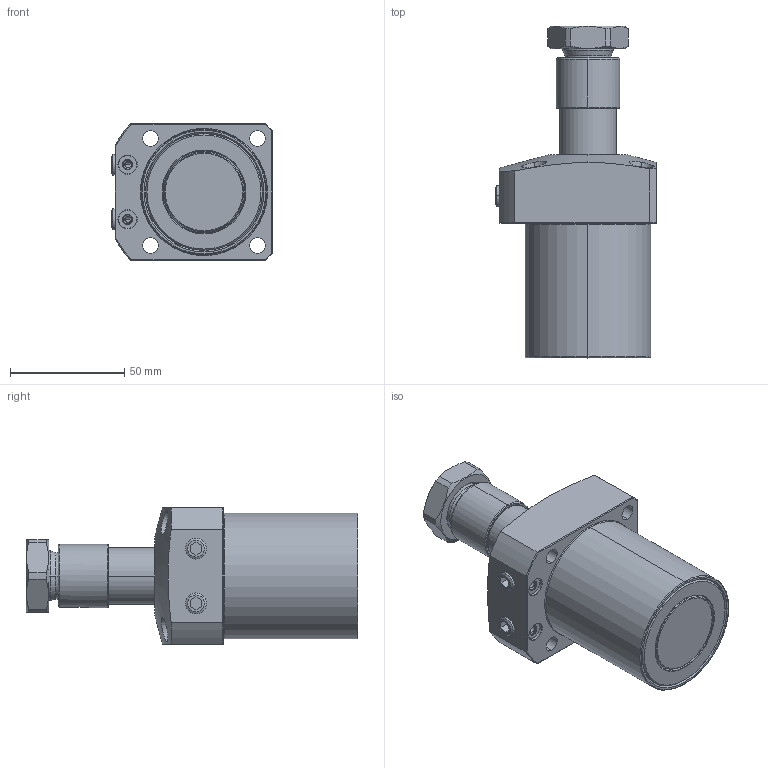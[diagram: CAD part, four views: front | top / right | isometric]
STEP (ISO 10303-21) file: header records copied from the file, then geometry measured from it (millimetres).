
FILE_DESCRIPTION (( 'STEP AP203' ), '1' );
FILE_NAME ('LHA0550-GL.STEP', '2018-12-15T03:43:17', ( '微软用户' ), ( '微软中国' ), 'SwSTEP 2.0', 'SolidWorks 2012', '' );
FILE_SCHEMA (( 'CONFIG_CONTROL_DESIGN' ));
Length unit declared in the file: millimetre
Products named in the file (7): LHA0550-槭暌滀S(蹬怮椔); LHA0550-咂衝椳紕_蹬怮椔); LHA0550-楓羔_蹬怮椔); LHA0550-ů_; LHA0550-簸忣諍匏_; Rネジ1_8; LHA0550-GL
Assembly tree (7 placements, depth 2):
  LHA0550-GL
    LHA0550-槭暌滀S(蹬怮椔)
    LHA0550-咂衝椳紕_蹬怮椔)
    LHA0550-楓羔_蹬怮椔)
    LHA0550-ů_
    LHA0550-簸忣諍匏_
    Rネジ1_8  x2
Bounding box: 70.5 x 145.5 x 60 mm (x, y, z)
Volume: 280284.8 mm3; surface area: 43936.1 mm2
Topology: 7 solids, 7 shells, 236 faces, 553 edges, 347 vertices
Faces by surface type: plane 78, cylinder 73, cone 63, torus 20, sphere 2
Entity records: 7964 total; most frequent: CARTESIAN_POINT 2075, DIRECTION 1121, ORIENTED_EDGE 1038, EDGE_CURVE 519, AXIS2_PLACEMENT_3D 459, VERTEX_POINT 327, EDGE_LOOP 252, CIRCLE 228
